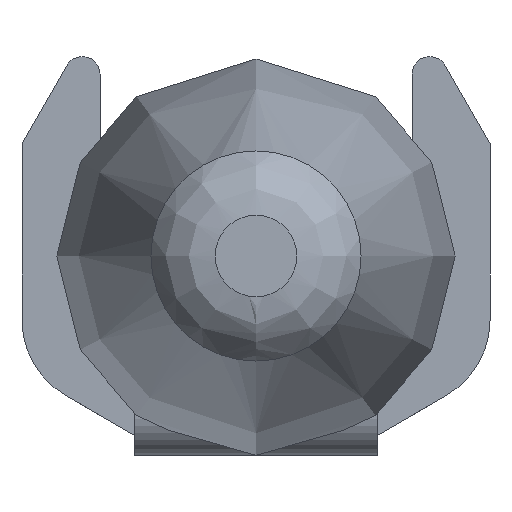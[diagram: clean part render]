
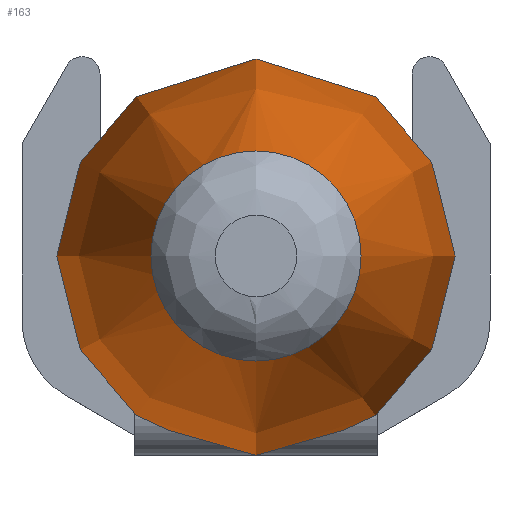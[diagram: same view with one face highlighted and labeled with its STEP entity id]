
A CAD part, left-side view. The second image highlights one B-rep face of the part: STEP entity #163.
In plain terms, the highlighted free-form (B-spline) face has degree [3, 3] with [4, 7] control points.
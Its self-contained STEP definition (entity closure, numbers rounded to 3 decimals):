
#110=FACE_BOUND('',#329,.T.);
#111=FACE_BOUND('',#330,.T.);
#143=(
BOUNDED_SURFACE()
B_SPLINE_SURFACE(3,3,((#1998,#1999,#2000,#2001,#2002,#2003,#2004),(#2005,
#2006,#2007,#2008,#2009,#2010,#2011),(#2012,#2013,#2014,#2015,#2016,#2017,
#2018),(#2019,#2020,#2021,#2022,#2023,#2024,#2025)),.UNSPECIFIED.,.F.,.T.,
 .F.)
B_SPLINE_SURFACE_WITH_KNOTS((4,4),(1,3,3,3,1),(0.,1.),(-0.5,0.,0.5,1.,1.5),
 .UNSPECIFIED.)
GEOMETRIC_REPRESENTATION_ITEM()
RATIONAL_B_SPLINE_SURFACE(((1.,0.333,0.333,1.,0.333,
0.333,1.),(0.97,0.323,0.323,
0.97,0.323,0.323,0.97),
(0.97,0.323,0.323,0.97,
0.323,0.323,0.97),(1.,0.333,
0.333,1.,0.333,0.333,1.)))
REPRESENTATION_ITEM('')
SURFACE()
);
#163=ADVANCED_FACE('',(#110,#111),#143,.T.);
#329=EDGE_LOOP('',(#666));
#330=EDGE_LOOP('',(#667));
#666=ORIENTED_EDGE('',*,*,#1180,.T.);
#667=ORIENTED_EDGE('',*,*,#1178,.T.);
#1046=VERTEX_POINT('',#1992);
#1048=VERTEX_POINT('',#1997);
#1178=EDGE_CURVE('',#1046,#1046,#1365,.T.);
#1180=EDGE_CURVE('',#1048,#1048,#1367,.T.);
#1365=CIRCLE('',#1425,9.783);
#1367=CIRCLE('',#1428,6.063);
#1425=AXIS2_PLACEMENT_3D('',#1991,#1570,#1571);
#1428=AXIS2_PLACEMENT_3D('',#1996,#1576,#1577);
#1570=DIRECTION('',(-1.,0.,0.));
#1571=DIRECTION('',(0.,0.,1.));
#1576=DIRECTION('',(1.,0.,0.));
#1577=DIRECTION('',(0.,0.,-1.));
#1991=CARTESIAN_POINT('',(46.496,0.,0.));
#1992=CARTESIAN_POINT('',(46.496,0.,9.783));
#1996=CARTESIAN_POINT('',(2.505,0.,0.));
#1997=CARTESIAN_POINT('',(2.505,0.,-6.063));
#1998=CARTESIAN_POINT('',(2.505,0.,6.063));
#1999=CARTESIAN_POINT('',(2.505,12.125,6.063));
#2000=CARTESIAN_POINT('',(2.505,12.125,-6.063));
#2001=CARTESIAN_POINT('',(2.505,0.,-6.063));
#2002=CARTESIAN_POINT('',(2.505,-12.125,-6.063));
#2003=CARTESIAN_POINT('',(2.505,-12.125,6.063));
#2004=CARTESIAN_POINT('',(2.505,0.,6.063));
#2005=CARTESIAN_POINT('',(16.569,0.,11.731));
#2006=CARTESIAN_POINT('',(16.569,23.463,11.731));
#2007=CARTESIAN_POINT('',(16.569,23.463,-11.731));
#2008=CARTESIAN_POINT('',(16.569,0.,-11.731));
#2009=CARTESIAN_POINT('',(16.569,-23.463,-11.731));
#2010=CARTESIAN_POINT('',(16.569,-23.463,11.731));
#2011=CARTESIAN_POINT('',(16.569,0.,11.731));
#2012=CARTESIAN_POINT('',(31.68,0.,13.009));
#2013=CARTESIAN_POINT('',(31.68,26.018,13.009));
#2014=CARTESIAN_POINT('',(31.68,26.018,-13.009));
#2015=CARTESIAN_POINT('',(31.68,0.,-13.009));
#2016=CARTESIAN_POINT('',(31.68,-26.018,-13.009));
#2017=CARTESIAN_POINT('',(31.68,-26.018,13.009));
#2018=CARTESIAN_POINT('',(31.68,0.,13.009));
#2019=CARTESIAN_POINT('',(46.496,0.,9.783));
#2020=CARTESIAN_POINT('',(46.496,19.566,9.783));
#2021=CARTESIAN_POINT('',(46.496,19.566,-9.783));
#2022=CARTESIAN_POINT('',(46.496,0.,-9.783));
#2023=CARTESIAN_POINT('',(46.496,-19.566,-9.783));
#2024=CARTESIAN_POINT('',(46.496,-19.566,9.783));
#2025=CARTESIAN_POINT('',(46.496,0.,9.783));
